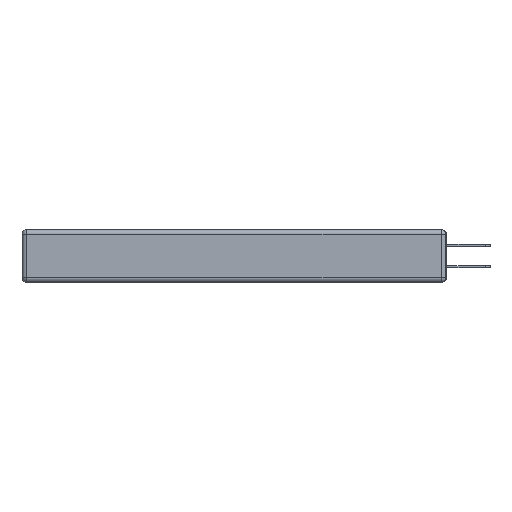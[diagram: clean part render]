
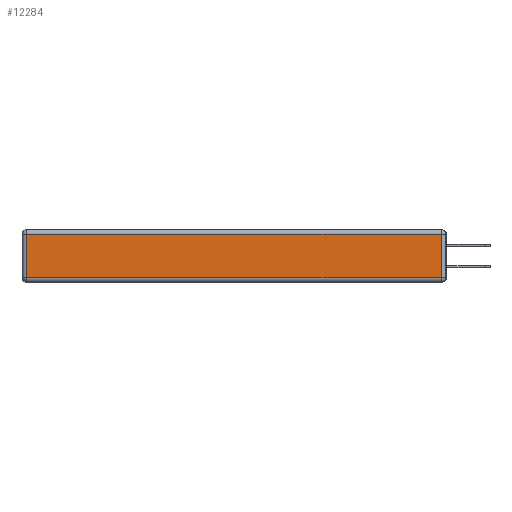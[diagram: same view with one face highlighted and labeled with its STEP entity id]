
A CAD part, left-side view. The second image highlights one B-rep face of the part: STEP entity #12284.
In plain terms, the highlighted planar face has unit normal (-1, 0, 0).
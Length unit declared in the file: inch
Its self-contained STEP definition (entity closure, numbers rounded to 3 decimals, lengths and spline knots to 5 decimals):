
#82 = CARTESIAN_POINT ( 'NONE',  ( 0., 0.03, -0.313 ) ) ;
#973 = LINE ( 'NONE', #7722, #14117 ) ;
#1358 = VERTEX_POINT ( 'NONE', #82 ) ;
#1591 = CARTESIAN_POINT ( 'NONE',  ( 0., 2.72, -0.313 ) ) ;
#1782 = LINE ( 'NONE', #10603, #16017 ) ;
#3137 = CARTESIAN_POINT ( 'NONE',  ( 0., 2.75, -0.03 ) ) ;
#3323 = PLANE ( 'NONE',  #5669 ) ;
#4270 = CARTESIAN_POINT ( 'NONE',  ( 0., 2.72, -0.343 ) ) ;
#4757 = VECTOR ( 'NONE', #15108, 39.37008 ) ;
#5458 = ORIENTED_EDGE ( 'NONE', *, *, #13772, .T. ) ;
#5669 = AXIS2_PLACEMENT_3D ( 'NONE', #6119, #16936, #16821 ) ;
#6119 = CARTESIAN_POINT ( 'NONE',  ( 0., 0., -0.343 ) ) ;
#6719 = ORIENTED_EDGE ( 'NONE', *, *, #12783, .T. ) ;
#7381 = EDGE_LOOP ( 'NONE', ( #13379, #10807, #5458, #6719 ) ) ;
#7722 = CARTESIAN_POINT ( 'NONE',  ( 0., 0., -0.313 ) ) ;
#7879 = VERTEX_POINT ( 'NONE', #12222 ) ;
#7922 = VECTOR ( 'NONE', #13906, 39.37008 ) ;
#10603 = CARTESIAN_POINT ( 'NONE',  ( 0., 0.03, -0.343 ) ) ;
#10807 = ORIENTED_EDGE ( 'NONE', *, *, #11936, .T. ) ;
#11301 = EDGE_CURVE ( 'NONE', #13624, #1358, #973, .T. ) ;
#11814 = DIRECTION ( 'NONE',  ( 0., -1., 0. ) ) ;
#11936 = EDGE_CURVE ( 'NONE', #1358, #12655, #1782, .T. ) ;
#11937 = DIRECTION ( 'NONE',  ( 0., 0., 1. ) ) ;
#12222 = CARTESIAN_POINT ( 'NONE',  ( 0., 2.72, -0.03 ) ) ;
#12284 = ADVANCED_FACE ( 'NONE', ( #17445 ), #3323, .T. ) ;
#12655 = VERTEX_POINT ( 'NONE', #14991 ) ;
#12783 = EDGE_CURVE ( 'NONE', #7879, #13624, #14919, .T. ) ;
#13379 = ORIENTED_EDGE ( 'NONE', *, *, #11301, .T. ) ;
#13624 = VERTEX_POINT ( 'NONE', #1591 ) ;
#13772 = EDGE_CURVE ( 'NONE', #12655, #7879, #16607, .T. ) ;
#13906 = DIRECTION ( 'NONE',  ( 0., 1., 0. ) ) ;
#14117 = VECTOR ( 'NONE', #11814, 39.37008 ) ;
#14919 = LINE ( 'NONE', #4270, #4757 ) ;
#14991 = CARTESIAN_POINT ( 'NONE',  ( 0., 0.03, -0.03 ) ) ;
#15108 = DIRECTION ( 'NONE',  ( 0., 0., -1. ) ) ;
#16017 = VECTOR ( 'NONE', #11937, 39.37008 ) ;
#16607 = LINE ( 'NONE', #3137, #7922 ) ;
#16821 = DIRECTION ( 'NONE',  ( 0., 0., 1. ) ) ;
#16936 = DIRECTION ( 'NONE',  ( -1., 0., 0. ) ) ;
#17445 = FACE_OUTER_BOUND ( 'NONE', #7381, .T. ) ;
